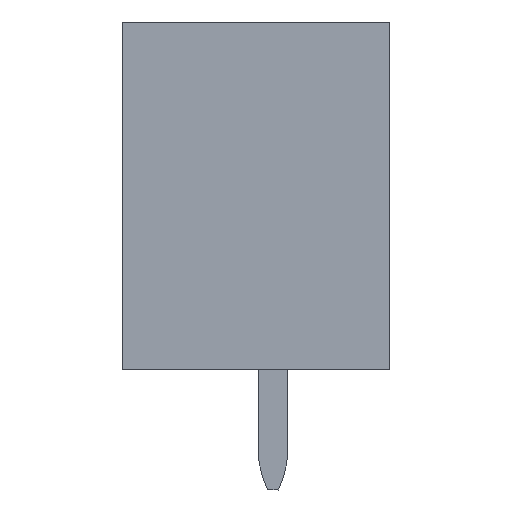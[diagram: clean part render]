
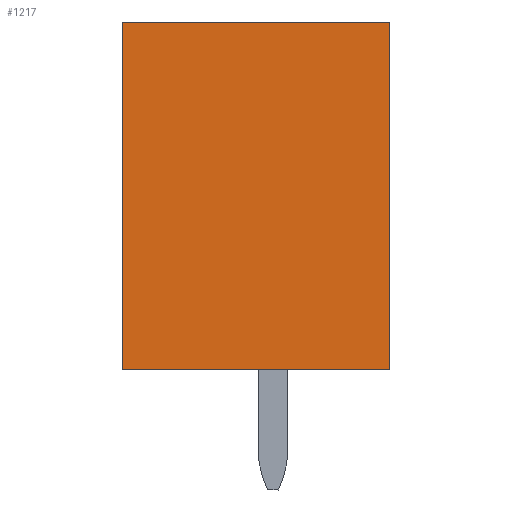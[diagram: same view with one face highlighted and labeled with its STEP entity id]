
A CAD part, left-side view. The second image highlights one B-rep face of the part: STEP entity #1217.
In plain terms, the highlighted planar face has unit normal (-1, 0, 0).
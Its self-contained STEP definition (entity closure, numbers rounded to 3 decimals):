
#1204=AXIS2_PLACEMENT_3D('Plane Axis2P3D',#1201,#1202,#1203) ;
#40=CARTESIAN_POINT('Vertex',(0.,0.,12.4)) ;
#45=CARTESIAN_POINT('Line Origine',(0.,0.,7.8)) ;
#49=CARTESIAN_POINT('Vertex',(0.,0.,3.2)) ;
#338=CARTESIAN_POINT('Vertex',(0.,7.07,12.4)) ;
#341=CARTESIAN_POINT('Line Origine',(0.,3.535,12.4)) ;
#1137=CARTESIAN_POINT('Vertex',(0.,7.07,3.2)) ;
#1140=CARTESIAN_POINT('Line Origine',(0.,7.07,7.8)) ;
#1201=CARTESIAN_POINT('Axis2P3D Location',(0.,0.,0.)) ;
#1206=CARTESIAN_POINT('Line Origine',(0.,3.535,3.2)) ;
#46=DIRECTION('Vector Direction',(0.,0.,-1.)) ;
#342=DIRECTION('Vector Direction',(0.,-1.,0.)) ;
#1141=DIRECTION('Vector Direction',(0.,0.,1.)) ;
#1202=DIRECTION('Axis2P3D Direction',(-1.,0.,0.)) ;
#1203=DIRECTION('Axis2P3D XDirection',(0.,0.,1.)) ;
#1207=DIRECTION('Vector Direction',(0.,1.,0.)) ;
#47=VECTOR('Line Direction',#46,1.) ;
#343=VECTOR('Line Direction',#342,1.) ;
#1142=VECTOR('Line Direction',#1141,1.) ;
#1208=VECTOR('Line Direction',#1207,1.) ;
#1212=ORIENTED_EDGE('',*,*,#1210,.T.) ;
#1213=ORIENTED_EDGE('',*,*,#51,.T.) ;
#1214=ORIENTED_EDGE('',*,*,#345,.T.) ;
#1215=ORIENTED_EDGE('',*,*,#1144,.T.) ;
#1217=ADVANCED_FACE('HOUSING',(#1216),#1205,.T.) ;
#51=EDGE_CURVE('',#50,#41,#48,.F.) ;
#345=EDGE_CURVE('',#41,#339,#344,.F.) ;
#1144=EDGE_CURVE('',#339,#1138,#1143,.F.) ;
#1210=EDGE_CURVE('',#1138,#50,#1209,.F.) ;
#1211=EDGE_LOOP('',(#1212,#1213,#1214,#1215)) ;
#1216=FACE_OUTER_BOUND('',#1211,.T.) ;
#48=LINE('Line',#45,#47) ;
#344=LINE('Line',#341,#343) ;
#1143=LINE('Line',#1140,#1142) ;
#1209=LINE('Line',#1206,#1208) ;
#1205=PLANE('',#1204) ;
#41=VERTEX_POINT('',#40) ;
#50=VERTEX_POINT('',#49) ;
#339=VERTEX_POINT('',#338) ;
#1138=VERTEX_POINT('',#1137) ;
